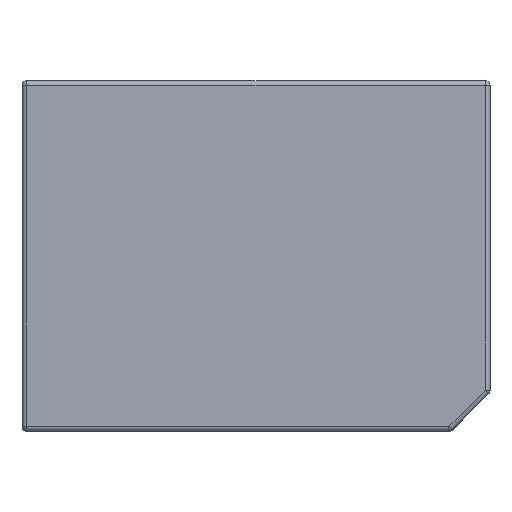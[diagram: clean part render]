
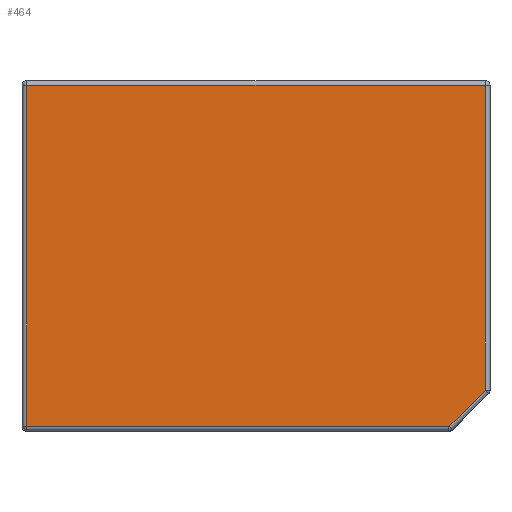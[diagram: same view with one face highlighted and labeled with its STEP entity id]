
A CAD part, top view. The second image highlights one B-rep face of the part: STEP entity #464.
In plain terms, the highlighted planar face has unit normal (0, 0, 1).
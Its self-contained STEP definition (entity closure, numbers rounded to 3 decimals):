
#32=PLANE('',#540);
#64=FACE_OUTER_BOUND('',#101,.T.);
#101=EDGE_LOOP('',(#393,#394,#395,#396,#397));
#115=LINE('',#771,#145);
#120=LINE('',#799,#150);
#122=LINE('',#802,#152);
#124=LINE('',#805,#154);
#126=LINE('',#808,#156);
#145=VECTOR('',#630,10.);
#150=VECTOR('',#661,10.);
#152=VECTOR('',#665,10.);
#154=VECTOR('',#669,10.);
#156=VECTOR('',#673,10.);
#207=VERTEX_POINT('',#740);
#209=VERTEX_POINT('',#745);
#214=VERTEX_POINT('',#758);
#219=VERTEX_POINT('',#774);
#224=VERTEX_POINT('',#787);
#261=EDGE_CURVE('',#207,#214,#115,.T.);
#274=EDGE_CURVE('',#214,#224,#120,.T.);
#276=EDGE_CURVE('',#224,#219,#122,.T.);
#278=EDGE_CURVE('',#219,#209,#124,.T.);
#280=EDGE_CURVE('',#209,#207,#126,.T.);
#393=ORIENTED_EDGE('',*,*,#261,.F.);
#394=ORIENTED_EDGE('',*,*,#280,.F.);
#395=ORIENTED_EDGE('',*,*,#278,.F.);
#396=ORIENTED_EDGE('',*,*,#276,.F.);
#397=ORIENTED_EDGE('',*,*,#274,.F.);
#464=ADVANCED_FACE('',(#64),#32,.T.);
#540=AXIS2_PLACEMENT_3D('',#824,#692,#693);
#630=DIRECTION('',(-0.707,-0.707,0.));
#661=DIRECTION('',(-1.,0.,0.));
#665=DIRECTION('',(0.,1.,0.));
#669=DIRECTION('',(1.,0.,0.));
#673=DIRECTION('',(0.,-1.,0.));
#692=DIRECTION('center_axis',(0.,0.,1.));
#693=DIRECTION('ref_axis',(1.,0.,0.));
#740=CARTESIAN_POINT('',(23.5,-13.773,20.));
#745=CARTESIAN_POINT('',(23.5,17.48,20.));
#758=CARTESIAN_POINT('',(19.793,-17.48,20.));
#771=CARTESIAN_POINT('',(20.141,-17.131,20.));
#774=CARTESIAN_POINT('',(-23.5,17.48,20.));
#787=CARTESIAN_POINT('',(-23.5,-17.48,20.));
#799=CARTESIAN_POINT('',(-12.,-17.48,20.));
#802=CARTESIAN_POINT('',(-23.5,8.99,20.));
#805=CARTESIAN_POINT('',(12.,17.48,20.));
#808=CARTESIAN_POINT('',(23.5,-8.99,20.));
#824=CARTESIAN_POINT('Origin',(0.,0.,20.));
